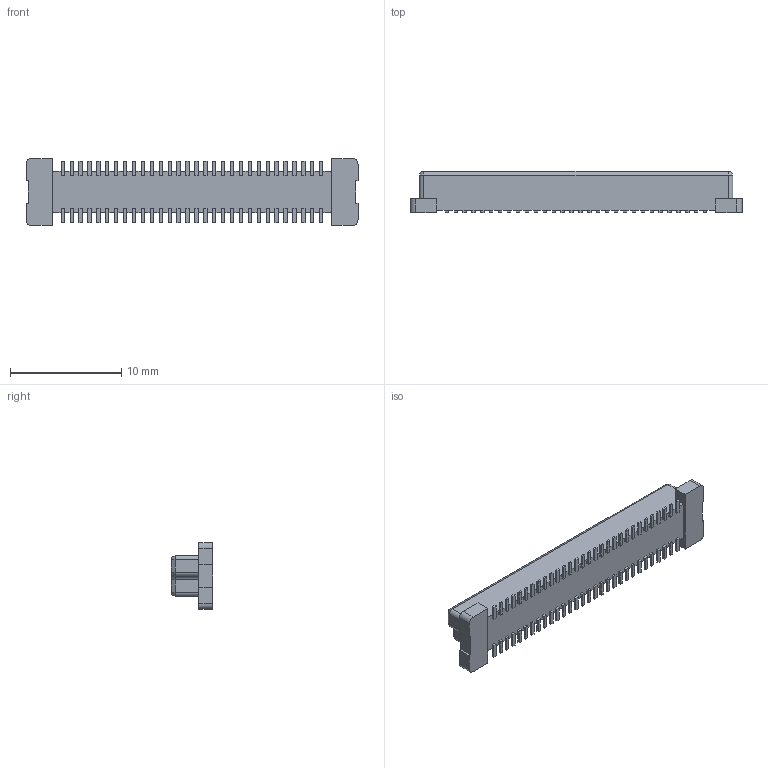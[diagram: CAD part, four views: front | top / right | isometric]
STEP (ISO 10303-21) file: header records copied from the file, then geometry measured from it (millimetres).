
FILE_DESCRIPTION(/* description */ ('STEP AP242','CAx-IF Rec.Pracs.---Representation and Presentation of Product Manufacturing Information (PMI)---4.0---2014-10-13','CAx-IF Rec.Pracs.---3D Tessellated Geometry---0.4---2014-09-14','2;1'),/* implementation_level */ '2;1');
FILE_NAME(/* name */ '6545af4a115608246b0f8f3c',/* time_stamp */ '2023-11-04T02:41:15Z',/* author */ (''),/* organization */ (''),/* preprocessor_version */ 'ST-DEVELOPER v19.4',/* originating_system */ ' ',/* authorisation */ ' ');
FILE_SCHEMA (('AP242_MANAGED_MODEL_BASED_3D_ENGINEERING_MIM_LF { 1 0 10303 442 1 1 4 }'));
Length unit declared in the file: metre
Products named in the file (1): 61082-061X0XXX
Bounding box: 29.8 x 3.7 x 6 mm (x, y, z)
Volume: 309.4 mm3; surface area: 664.1 mm2
Topology: 1 solids, 1 shells, 432 faces, 1259 edges, 832 vertices
Faces by surface type: plane 408, cylinder 16, cone 8
Entity records: 14005 total; most frequent: CARTESIAN_POINT 2524, ORIENTED_EDGE 2518, DIRECTION 2161, EDGE_CURVE 1259, LINE 1223, VECTOR 1223, VERTEX_POINT 832, AXIS2_PLACEMENT_3D 469
